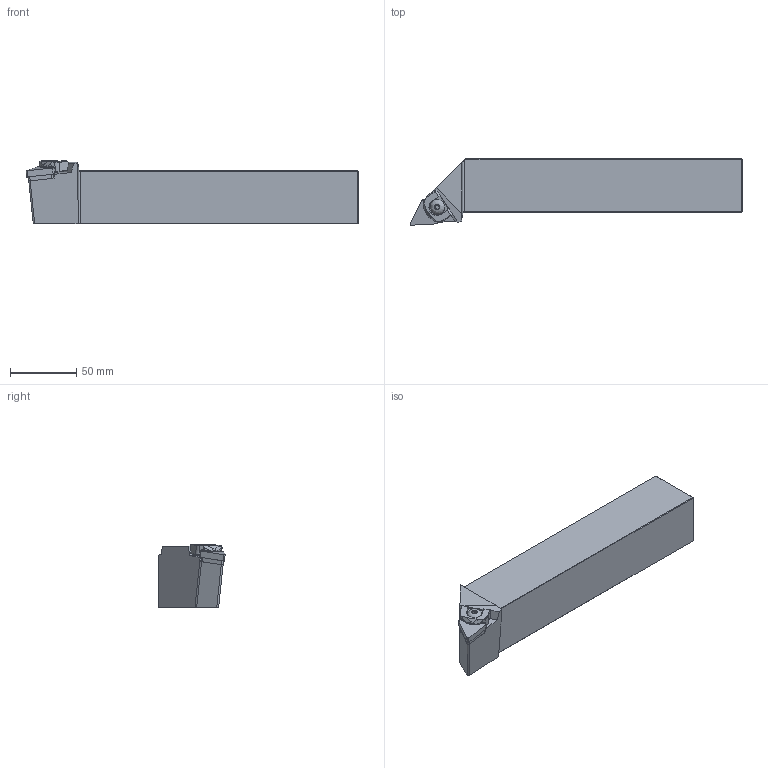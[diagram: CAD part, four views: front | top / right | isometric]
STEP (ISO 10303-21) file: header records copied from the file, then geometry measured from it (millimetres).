
FILE_DESCRIPTION(/* description */ (''),/* implementation_level */ '2;1');
FILE_NAME(/* name */ 'MTJNR-4040-S22.stp',/* time_stamp */ '2023-10-04T08:24:23+03:00',/* author */ (''),/* organization */ (''),/* preprocessor_version */ 'ST-DEVELOPER v19.4',/* originating_system */ 'SIEMENS PLM Software NX2306.3001',/* authorisation */ '');
FILE_SCHEMA (('AUTOMOTIVE_DESIGN { 1 0 10303 214 3 1 1 1 }'));
Length unit declared in the file: millimetre
Products named in the file (1): MTJNR-4040-S22
Bounding box: 250 x 50 x 48.01 mm (x, y, z)
Volume: 378323.6 mm3; surface area: 43257.4 mm2
Topology: 2 solids, 2 shells, 180 faces, 461 edges, 284 vertices
Faces by surface type: plane 80, cylinder 68, bspline 22, torus 5, cone 2, sphere 2, extrusion 1
Full cylindrical faces by diameter (mm): 5.9 x1
Entity records: 5816 total; most frequent: CARTESIAN_POINT 1512, ORIENTED_EDGE 912, DIRECTION 880, EDGE_CURVE 456, AXIS2_PLACEMENT_3D 311, VERTEX_POINT 282, VECTOR 258, LINE 257
